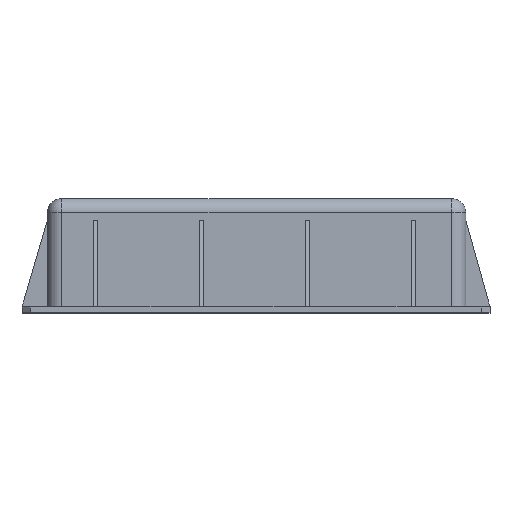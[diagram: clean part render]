
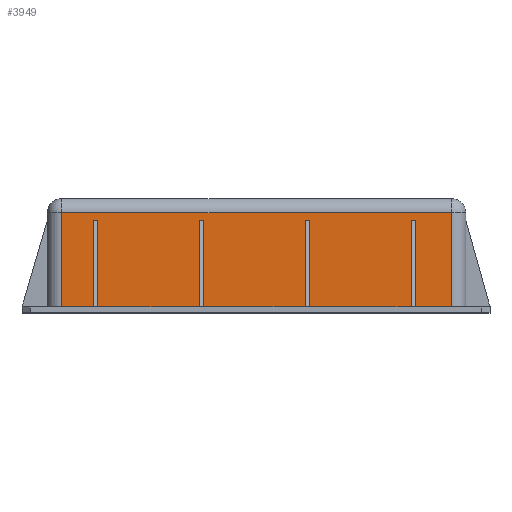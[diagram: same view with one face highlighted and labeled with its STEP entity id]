
A CAD part, top view. The second image highlights one B-rep face of the part: STEP entity #3949.
In plain terms, the highlighted planar face has unit normal (0, 0, 1).
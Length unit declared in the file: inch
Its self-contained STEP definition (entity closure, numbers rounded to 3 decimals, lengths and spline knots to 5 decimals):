
#128=PLANE('',#4270);
#297=FACE_OUTER_BOUND('',#524,.T.);
#524=EDGE_LOOP('',(#3143,#3144,#3145,#3146,#3147,#3148,#3149,#3150,#3151,
#3152,#3153,#3154,#3155,#3156,#3157,#3158,#3159,#3160,#3161,#3162));
#905=LINE('',#6230,#1333);
#923=LINE('',#6287,#1351);
#924=LINE('',#6293,#1352);
#926=LINE('',#6299,#1354);
#927=LINE('',#6301,#1355);
#928=LINE('',#6303,#1356);
#929=LINE('',#6305,#1357);
#930=LINE('',#6307,#1358);
#931=LINE('',#6309,#1359);
#932=LINE('',#6311,#1360);
#933=LINE('',#6313,#1361);
#934=LINE('',#6315,#1362);
#935=LINE('',#6317,#1363);
#936=LINE('',#6319,#1364);
#937=LINE('',#6321,#1365);
#938=LINE('',#6323,#1366);
#939=LINE('',#6325,#1367);
#940=LINE('',#6327,#1368);
#941=LINE('',#6328,#1369);
#942=LINE('',#6329,#1370);
#1333=VECTOR('',#5006,0.3937);
#1351=VECTOR('',#5066,0.3937);
#1352=VECTOR('',#5075,0.3937);
#1354=VECTOR('',#5081,0.3937);
#1355=VECTOR('',#5082,0.3937);
#1356=VECTOR('',#5083,0.3937);
#1357=VECTOR('',#5084,0.3937);
#1358=VECTOR('',#5085,0.3937);
#1359=VECTOR('',#5086,0.3937);
#1360=VECTOR('',#5087,0.3937);
#1361=VECTOR('',#5088,0.3937);
#1362=VECTOR('',#5089,0.3937);
#1363=VECTOR('',#5090,0.3937);
#1364=VECTOR('',#5091,0.3937);
#1365=VECTOR('',#5092,0.3937);
#1366=VECTOR('',#5093,0.3937);
#1367=VECTOR('',#5094,0.3937);
#1368=VECTOR('',#5095,0.3937);
#1369=VECTOR('',#5096,0.3937);
#1370=VECTOR('',#5097,0.3937);
#1896=VERTEX_POINT('',#6227);
#1897=VERTEX_POINT('',#6229);
#1914=VERTEX_POINT('',#6284);
#1915=VERTEX_POINT('',#6286);
#1916=VERTEX_POINT('',#6292);
#1918=VERTEX_POINT('',#6298);
#1919=VERTEX_POINT('',#6300);
#1920=VERTEX_POINT('',#6302);
#1921=VERTEX_POINT('',#6304);
#1922=VERTEX_POINT('',#6306);
#1923=VERTEX_POINT('',#6308);
#1924=VERTEX_POINT('',#6310);
#1925=VERTEX_POINT('',#6312);
#1926=VERTEX_POINT('',#6314);
#1927=VERTEX_POINT('',#6316);
#1928=VERTEX_POINT('',#6318);
#1929=VERTEX_POINT('',#6320);
#1930=VERTEX_POINT('',#6322);
#1931=VERTEX_POINT('',#6324);
#1932=VERTEX_POINT('',#6326);
#2349=EDGE_CURVE('',#1896,#1897,#905,.T.);
#2378=EDGE_CURVE('',#1914,#1915,#923,.T.);
#2381=EDGE_CURVE('',#1915,#1916,#924,.T.);
#2384=EDGE_CURVE('',#1918,#1914,#926,.T.);
#2385=EDGE_CURVE('',#1918,#1919,#927,.T.);
#2386=EDGE_CURVE('',#1919,#1920,#928,.T.);
#2387=EDGE_CURVE('',#1920,#1921,#929,.T.);
#2388=EDGE_CURVE('',#1922,#1921,#930,.T.);
#2389=EDGE_CURVE('',#1922,#1923,#931,.T.);
#2390=EDGE_CURVE('',#1923,#1924,#932,.T.);
#2391=EDGE_CURVE('',#1924,#1925,#933,.T.);
#2392=EDGE_CURVE('',#1926,#1925,#934,.T.);
#2393=EDGE_CURVE('',#1926,#1927,#935,.T.);
#2394=EDGE_CURVE('',#1927,#1928,#936,.T.);
#2395=EDGE_CURVE('',#1928,#1929,#937,.T.);
#2396=EDGE_CURVE('',#1930,#1929,#938,.T.);
#2397=EDGE_CURVE('',#1930,#1931,#939,.T.);
#2398=EDGE_CURVE('',#1931,#1932,#940,.T.);
#2399=EDGE_CURVE('',#1932,#1897,#941,.T.);
#2400=EDGE_CURVE('',#1916,#1896,#942,.T.);
#3143=ORIENTED_EDGE('',*,*,#2378,.F.);
#3144=ORIENTED_EDGE('',*,*,#2384,.F.);
#3145=ORIENTED_EDGE('',*,*,#2385,.T.);
#3146=ORIENTED_EDGE('',*,*,#2386,.T.);
#3147=ORIENTED_EDGE('',*,*,#2387,.T.);
#3148=ORIENTED_EDGE('',*,*,#2388,.F.);
#3149=ORIENTED_EDGE('',*,*,#2389,.T.);
#3150=ORIENTED_EDGE('',*,*,#2390,.T.);
#3151=ORIENTED_EDGE('',*,*,#2391,.T.);
#3152=ORIENTED_EDGE('',*,*,#2392,.F.);
#3153=ORIENTED_EDGE('',*,*,#2393,.T.);
#3154=ORIENTED_EDGE('',*,*,#2394,.T.);
#3155=ORIENTED_EDGE('',*,*,#2395,.T.);
#3156=ORIENTED_EDGE('',*,*,#2396,.F.);
#3157=ORIENTED_EDGE('',*,*,#2397,.T.);
#3158=ORIENTED_EDGE('',*,*,#2398,.T.);
#3159=ORIENTED_EDGE('',*,*,#2399,.T.);
#3160=ORIENTED_EDGE('',*,*,#2349,.F.);
#3161=ORIENTED_EDGE('',*,*,#2400,.F.);
#3162=ORIENTED_EDGE('',*,*,#2381,.F.);
#3949=ADVANCED_FACE('',(#297),#128,.T.);
#4270=AXIS2_PLACEMENT_3D('',#6297,#5079,#5080);
#5006=DIRECTION('',(-1.,0.,0.));
#5066=DIRECTION('',(0.,1.,0.));
#5075=DIRECTION('',(1.,0.,0.));
#5079=DIRECTION('center_axis',(0.,0.,1.));
#5080=DIRECTION('ref_axis',(1.,0.,0.));
#5081=DIRECTION('',(-1.,0.,0.));
#5082=DIRECTION('',(0.,1.,0.));
#5083=DIRECTION('',(1.,0.,0.));
#5084=DIRECTION('',(0.,-1.,0.));
#5085=DIRECTION('',(-1.,0.,0.));
#5086=DIRECTION('',(0.,1.,0.));
#5087=DIRECTION('',(1.,0.,0.));
#5088=DIRECTION('',(0.,-1.,0.));
#5089=DIRECTION('',(-1.,0.,0.));
#5090=DIRECTION('',(0.,1.,0.));
#5091=DIRECTION('',(1.,0.,0.));
#5092=DIRECTION('',(0.,-1.,0.));
#5093=DIRECTION('',(-1.,0.,0.));
#5094=DIRECTION('',(0.,1.,0.));
#5095=DIRECTION('',(1.,0.,0.));
#5096=DIRECTION('',(0.,-1.,0.));
#5097=DIRECTION('',(0.,-1.,0.));
#6227=CARTESIAN_POINT('',(8.99928,0.1,7.87674));
#6229=CARTESIAN_POINT('',(8.36828,0.1,7.87674));
#6230=CARTESIAN_POINT('',(1.97528,0.1,7.87674));
#6284=CARTESIAN_POINT('',(2.22528,0.1,7.87674));
#6286=CARTESIAN_POINT('',(2.22528,1.735,7.87674));
#6287=CARTESIAN_POINT('',(2.22528,0.,7.87674));
#6292=CARTESIAN_POINT('',(8.99928,1.735,7.87674));
#6293=CARTESIAN_POINT('',(3.79378,1.735,7.87674));
#6297=CARTESIAN_POINT('Origin',(1.97528,0.,7.87674));
#6298=CARTESIAN_POINT('',(2.77828,0.1,7.87674));
#6299=CARTESIAN_POINT('',(1.97528,0.1,7.87674));
#6300=CARTESIAN_POINT('',(2.77828,1.61,7.87674));
#6301=CARTESIAN_POINT('',(2.77828,0.4275,7.87674));
#6302=CARTESIAN_POINT('',(2.84828,1.61,7.87674));
#6303=CARTESIAN_POINT('',(2.41178,1.61,7.87674));
#6304=CARTESIAN_POINT('',(2.84828,0.1,7.87674));
#6305=CARTESIAN_POINT('',(2.84828,0.4275,7.87674));
#6306=CARTESIAN_POINT('',(4.61828,0.1,7.87674));
#6307=CARTESIAN_POINT('',(1.97528,0.1,7.87674));
#6308=CARTESIAN_POINT('',(4.61828,1.61,7.87674));
#6309=CARTESIAN_POINT('',(4.61828,0.4275,7.87674));
#6310=CARTESIAN_POINT('',(4.68828,1.61,7.87674));
#6311=CARTESIAN_POINT('',(3.33178,1.61,7.87674));
#6312=CARTESIAN_POINT('',(4.68828,0.1,7.87674));
#6313=CARTESIAN_POINT('',(4.68828,0.4275,7.87674));
#6314=CARTESIAN_POINT('',(6.45828,0.1,7.87674));
#6315=CARTESIAN_POINT('',(1.97528,0.1,7.87674));
#6316=CARTESIAN_POINT('',(6.45828,1.61,7.87674));
#6317=CARTESIAN_POINT('',(6.45828,0.4275,7.87674));
#6318=CARTESIAN_POINT('',(6.52828,1.61,7.87674));
#6319=CARTESIAN_POINT('',(4.25178,1.61,7.87674));
#6320=CARTESIAN_POINT('',(6.52828,0.1,7.87674));
#6321=CARTESIAN_POINT('',(6.52828,0.4275,7.87674));
#6322=CARTESIAN_POINT('',(8.29828,0.1,7.87674));
#6323=CARTESIAN_POINT('',(1.97528,0.1,7.87674));
#6324=CARTESIAN_POINT('',(8.29828,1.61,7.87674));
#6325=CARTESIAN_POINT('',(8.29828,0.4275,7.87674));
#6326=CARTESIAN_POINT('',(8.36828,1.61,7.87674));
#6327=CARTESIAN_POINT('',(5.17178,1.61,7.87674));
#6328=CARTESIAN_POINT('',(8.36828,0.4275,7.87674));
#6329=CARTESIAN_POINT('',(8.99928,0.,7.87674));
